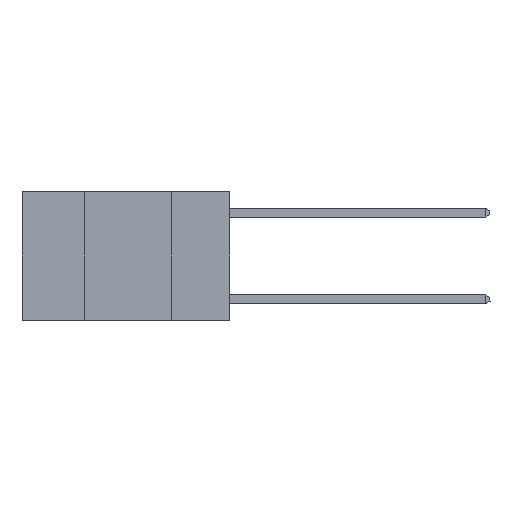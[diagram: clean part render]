
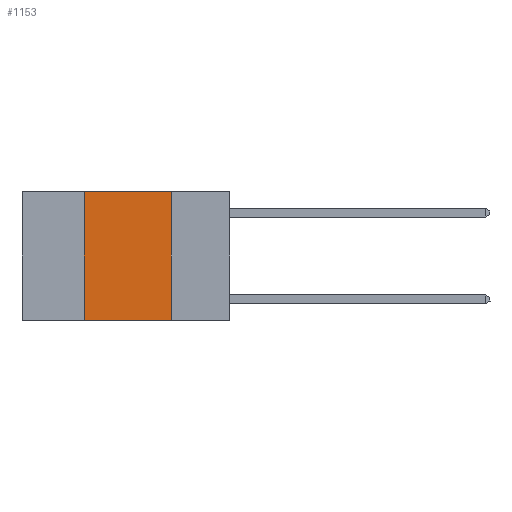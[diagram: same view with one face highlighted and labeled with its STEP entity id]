
A CAD part, left-side view. The second image highlights one B-rep face of the part: STEP entity #1153.
In plain terms, the highlighted planar face has unit normal (-1, 0, 0).
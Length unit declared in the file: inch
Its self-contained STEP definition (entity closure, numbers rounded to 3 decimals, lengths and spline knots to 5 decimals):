
#606 = EDGE_LOOP ( 'NONE', ( #7140, #8505, #8902, #3397 ) ) ;
#823 = EDGE_CURVE ( 'NONE', #6157, #4798, #4020, .T. ) ;
#831 = PLANE ( 'NONE',  #7215 ) ;
#996 = CARTESIAN_POINT ( 'NONE',  ( 0., 0.17, 0. ) ) ;
#1153 = ADVANCED_FACE ( 'NONE', ( #9233 ), #831, .F. ) ;
#1907 = DIRECTION ( 'NONE',  ( 0., 0., -1. ) ) ;
#2125 = CARTESIAN_POINT ( 'NONE',  ( 0., 0.6, 0. ) ) ;
#2310 = CARTESIAN_POINT ( 'NONE',  ( 0., 0.17, 0. ) ) ;
#2675 = DIRECTION ( 'NONE',  ( 0., -1., 0. ) ) ;
#3397 = ORIENTED_EDGE ( 'NONE', *, *, #6015, .T. ) ;
#3425 = DIRECTION ( 'NONE',  ( 0., 0., 1. ) ) ;
#3690 = CARTESIAN_POINT ( 'NONE',  ( 0., 0.42, -0.37 ) ) ;
#3742 = VERTEX_POINT ( 'NONE', #6549 ) ;
#4020 = LINE ( 'NONE', #996, #5752 ) ;
#4189 = CARTESIAN_POINT ( 'NONE',  ( 0., 0.42, 0. ) ) ;
#4695 = DIRECTION ( 'NONE',  ( 0., 0., -1. ) ) ;
#4781 = VERTEX_POINT ( 'NONE', #3690 ) ;
#4798 = VERTEX_POINT ( 'NONE', #9273 ) ;
#4799 = LINE ( 'NONE', #8831, #8487 ) ;
#5752 = VECTOR ( 'NONE', #1907, 39.37008 ) ;
#6015 = EDGE_CURVE ( 'NONE', #4781, #4798, #4799, .T. ) ;
#6149 = DIRECTION ( 'NONE',  ( 1., 0., 0. ) ) ;
#6157 = VERTEX_POINT ( 'NONE', #2310 ) ;
#6267 = LINE ( 'NONE', #4189, #8034 ) ;
#6549 = CARTESIAN_POINT ( 'NONE',  ( 0., 0.42, 0. ) ) ;
#7140 = ORIENTED_EDGE ( 'NONE', *, *, #823, .F. ) ;
#7208 = LINE ( 'NONE', #9377, #9132 ) ;
#7215 = AXIS2_PLACEMENT_3D ( 'NONE', #2125, #6149, #4695 ) ;
#7354 = DIRECTION ( 'NONE',  ( 0., -1., 0. ) ) ;
#7645 = EDGE_CURVE ( 'NONE', #4781, #3742, #6267, .T. ) ;
#8034 = VECTOR ( 'NONE', #3425, 39.37008 ) ;
#8309 = EDGE_CURVE ( 'NONE', #3742, #6157, #7208, .T. ) ;
#8487 = VECTOR ( 'NONE', #7354, 39.37008 ) ;
#8505 = ORIENTED_EDGE ( 'NONE', *, *, #8309, .F. ) ;
#8831 = CARTESIAN_POINT ( 'NONE',  ( 0., 0.6, -0.37 ) ) ;
#8902 = ORIENTED_EDGE ( 'NONE', *, *, #7645, .F. ) ;
#9132 = VECTOR ( 'NONE', #2675, 39.37008 ) ;
#9233 = FACE_OUTER_BOUND ( 'NONE', #606, .T. ) ;
#9273 = CARTESIAN_POINT ( 'NONE',  ( 0., 0.17, -0.37 ) ) ;
#9377 = CARTESIAN_POINT ( 'NONE',  ( 0., 0.6, 0. ) ) ;
